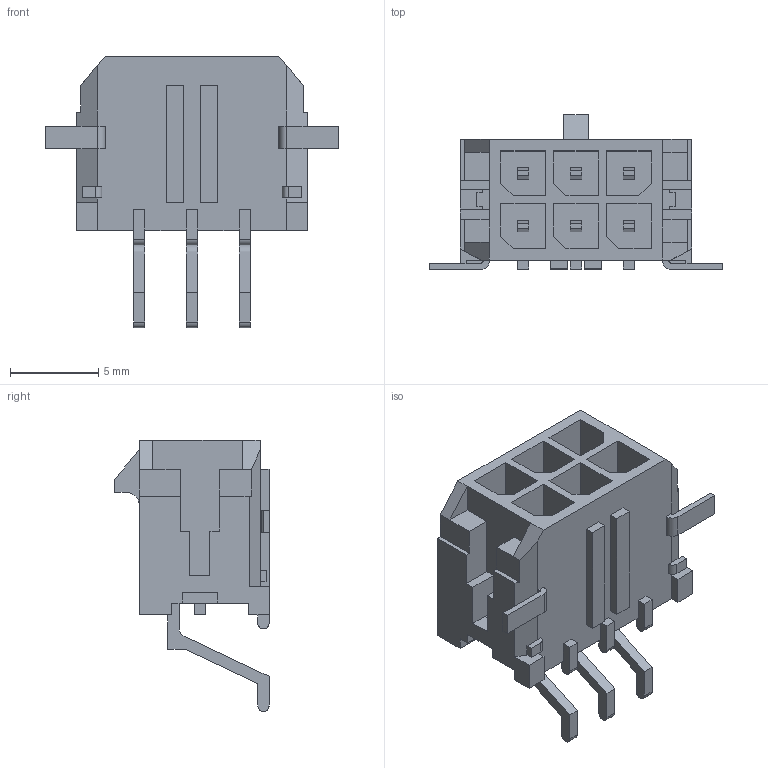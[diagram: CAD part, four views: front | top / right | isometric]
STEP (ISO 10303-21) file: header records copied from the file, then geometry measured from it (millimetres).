
FILE_DESCRIPTION (( 'STEP AP214' ), '1' );
FILE_NAME ('CONN-SMD_6P-P3.0-H-R2-C3-S4.63.step', '2022-07-29T14:24:59', ( '' ), ( '' ), 'SwSTEP 2.0', 'SolidWorks 2020', '' );
FILE_SCHEMA (( 'AUTOMOTIVE_DESIGN' ));
Length unit declared in the file: millimetre
Products named in the file (1): CONN-SMD_6P-P3.0-H-R2-C3-S4.63
Bounding box: 16.65 x 8.77 x 15.4 mm (x, y, z)
Volume: 558.3 mm3; surface area: 1234.5 mm2
Topology: 17 solids, 17 shells, 568 faces, 1511 edges, 994 vertices
Faces by surface type: plane 448, bspline 98, cylinder 22
Entity records: 24123 total; most frequent: CARTESIAN_POINT 4380, ORIENTED_EDGE 3022, DIRECTION 2297, EDGE_CURVE 1511, VECTOR 1267, LINE 1267, VERTEX_POINT 994, EDGE_LOOP 597
